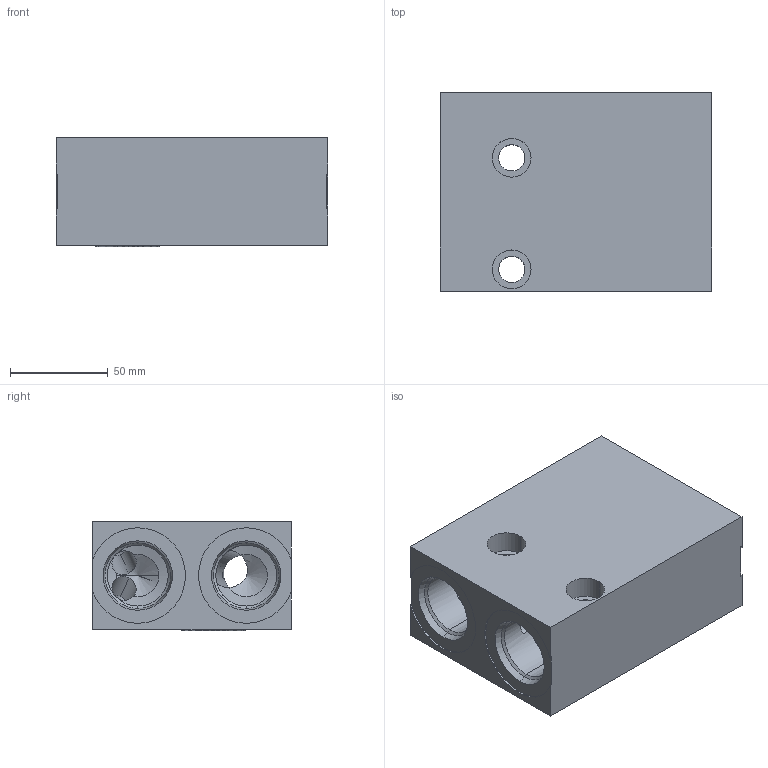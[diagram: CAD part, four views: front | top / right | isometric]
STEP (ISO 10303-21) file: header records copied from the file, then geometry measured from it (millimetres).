
FILE_DESCRIPTION((''),'2;1');
FILE_NAME('ZTM_ASM','2023-10-16T',('ProEService'),(''),'PRO/ENGINEER BY PARAMETRIC TECHNOLOGY CORPORATION, 2014200','PRO/ENGINEER BY PARAMETRIC TECHNOLOGY CORPORATION, 2014200','');
FILE_SCHEMA(('CONFIG_CONTROL_DESIGN'));
Length unit declared in the file: inch
Products named in the file (3): 150-802; 500-001-121; ZTM_ASM
Assembly tree (2 placements, depth 2):
  ZTM_ASM
    150-802
    500-001-121
Bounding box: 138.91 x 101.6 x 56.03 mm (x, y, z)
Volume: 569481.3 mm3; surface area: 87344.6 mm2
Topology: 2 solids, 2 shells, 113 faces, 471 edges, 456 vertices
Faces by surface type: cylinder 44, cone 38, plane 15, torus 6, sphere 6, revolution 4
Entity records: 5990 total; most frequent: CARTESIAN_POINT 2248, DIRECTION 772, ORIENTED_EDGE 556, VECTOR 284, LINE 284, EDGE_CURVE 278, AXIS2_PLACEMENT_3D 242, TRIMMED_CURVE 187
